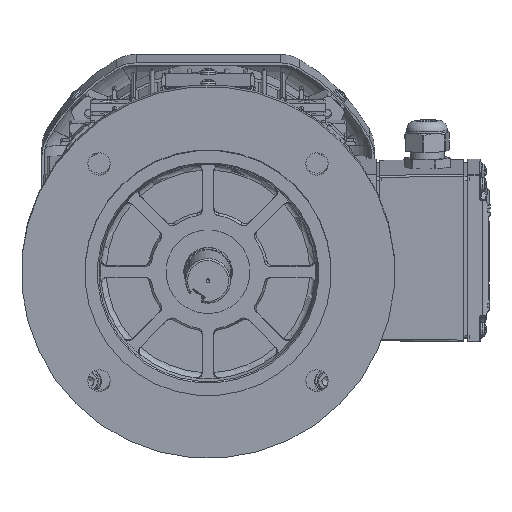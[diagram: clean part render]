
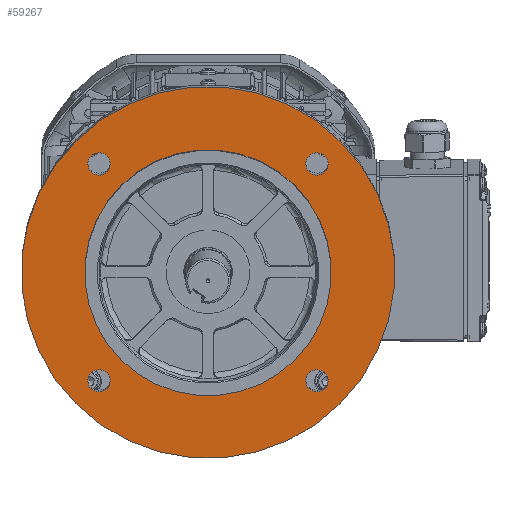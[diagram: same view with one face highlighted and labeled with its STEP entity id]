
A CAD part, front view. The second image highlights one B-rep face of the part: STEP entity #59267.
In plain terms, the highlighted planar face has unit normal (0, -0.996, -0.092).
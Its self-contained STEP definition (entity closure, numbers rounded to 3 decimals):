
#1284=FACE_BOUND('',#7959,.T.);
#1285=FACE_BOUND('',#7960,.T.);
#1286=FACE_BOUND('',#7961,.T.);
#1287=FACE_BOUND('',#7962,.T.);
#1288=FACE_BOUND('',#7963,.T.);
#2143=PLANE('',#64679);
#4533=FACE_OUTER_BOUND('',#7958,.T.);
#7958=EDGE_LOOP('',(#45886));
#7959=EDGE_LOOP('',(#45887));
#7960=EDGE_LOOP('',(#45888));
#7961=EDGE_LOOP('',(#45889));
#7962=EDGE_LOOP('',(#45890));
#7963=EDGE_LOOP('',(#45891));
#11653=CIRCLE('',#64317,66.);
#11670=CIRCLE('',#64342,100.);
#11772=CIRCLE('',#64564,6.);
#11804=CIRCLE('',#64653,6.);
#11808=CIRCLE('',#64659,6.);
#11812=CIRCLE('',#64665,6.);
#24917=VERTEX_POINT('',#96411);
#24935=VERTEX_POINT('',#96464);
#25167=VERTEX_POINT('',#98652);
#25224=VERTEX_POINT('',#99036);
#25228=VERTEX_POINT('',#99048);
#25232=VERTEX_POINT('',#99060);
#31983=EDGE_CURVE('',#24917,#24917,#11653,.T.);
#32011=EDGE_CURVE('',#24935,#24935,#11670,.T.);
#32367=EDGE_CURVE('',#25167,#25167,#11772,.T.);
#32487=EDGE_CURVE('',#25224,#25224,#11804,.T.);
#32493=EDGE_CURVE('',#25228,#25228,#11808,.T.);
#32499=EDGE_CURVE('',#25232,#25232,#11812,.T.);
#45886=ORIENTED_EDGE('',*,*,#32011,.F.);
#45887=ORIENTED_EDGE('',*,*,#32499,.F.);
#45888=ORIENTED_EDGE('',*,*,#32493,.F.);
#45889=ORIENTED_EDGE('',*,*,#32487,.F.);
#45890=ORIENTED_EDGE('',*,*,#32367,.F.);
#45891=ORIENTED_EDGE('',*,*,#31983,.F.);
#59267=ADVANCED_FACE('',(#4533,#1284,#1285,#1286,#1287,#1288),#2143,.F.);
#64317=AXIS2_PLACEMENT_3D('',#96412,#76087,#76088);
#64342=AXIS2_PLACEMENT_3D('',#96466,#76148,#76149);
#64564=AXIS2_PLACEMENT_3D('',#98654,#76726,#76727);
#64653=AXIS2_PLACEMENT_3D('',#99038,#76974,#76975);
#64659=AXIS2_PLACEMENT_3D('',#99050,#76988,#76989);
#64665=AXIS2_PLACEMENT_3D('',#99062,#77002,#77003);
#64679=AXIS2_PLACEMENT_3D('',#99084,#77033,#77034);
#76087=DIRECTION('center_axis',(0.,-0.996,
-0.092));
#76088=DIRECTION('ref_axis',(0.707,0.065,-0.704));
#76148=DIRECTION('center_axis',(0.,0.996,
0.092));
#76149=DIRECTION('ref_axis',(0.707,-0.065,0.704));
#76726=DIRECTION('center_axis',(0.,-0.996,
-0.092));
#76727=DIRECTION('ref_axis',(-0.707,-0.065,0.704));
#76974=DIRECTION('center_axis',(0.,-0.996,
-0.092));
#76975=DIRECTION('ref_axis',(-0.707,0.065,-0.704));
#76988=DIRECTION('center_axis',(0.,-0.996,
-0.092));
#76989=DIRECTION('ref_axis',(0.707,0.065,-0.704));
#77002=DIRECTION('center_axis',(0.,-0.996,
-0.092));
#77003=DIRECTION('ref_axis',(0.707,-0.065,0.704));
#77033=DIRECTION('center_axis',(0.,0.996,
0.092));
#77034=DIRECTION('ref_axis',(0.707,0.065,-0.704));
#96411=CARTESIAN_POINT('',(7.042,-187.773,-138.675));
#96412=CARTESIAN_POINT('Origin',(53.711,-192.075,-92.204));
#96464=CARTESIAN_POINT('',(-17.,-185.556,-162.614));
#96466=CARTESIAN_POINT('Origin',(53.711,-192.075,-92.204));
#98652=CARTESIAN_POINT('',(-0.383,-186.306,-154.517));
#98654=CARTESIAN_POINT('Origin',(-4.625,-186.697,-150.292));
#99036=CARTESIAN_POINT('',(116.29,-187.088,-146.068));
#99038=CARTESIAN_POINT('Origin',(112.047,-186.697,-150.292));
#99048=CARTESIAN_POINT('',(107.805,-197.845,-29.892));
#99050=CARTESIAN_POINT('Origin',(112.047,-197.453,-34.117));
#99060=CARTESIAN_POINT('',(-8.868,-197.062,-38.341));
#99062=CARTESIAN_POINT('Origin',(-4.625,-197.453,-34.117));
#99084=CARTESIAN_POINT('Origin',(53.711,-192.075,-92.204));
